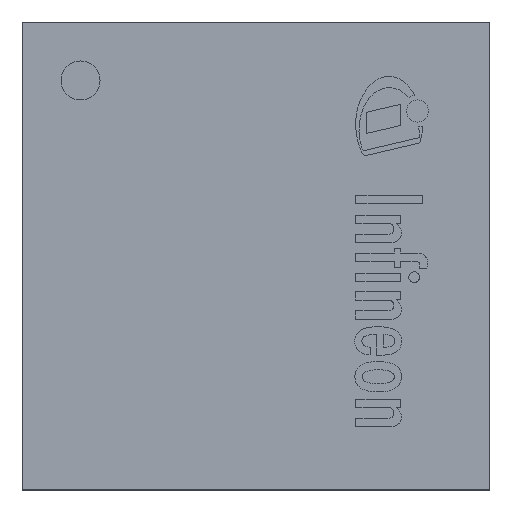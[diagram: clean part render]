
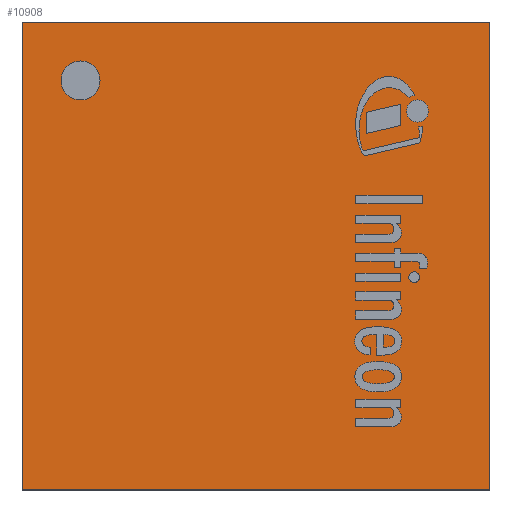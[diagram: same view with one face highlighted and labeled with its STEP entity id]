
A CAD part, top view. The second image highlights one B-rep face of the part: STEP entity #10908.
In plain terms, the highlighted planar face has unit normal (0, 0, 1).
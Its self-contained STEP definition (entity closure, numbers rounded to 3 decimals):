
#955=FACE_BOUND('',#2800,.T.);
#960=CIRCLE('',#11942,0.5);
#1980=FACE_OUTER_BOUND('',#2799,.T.);
#2799=EDGE_LOOP('',(#7463,#7464,#7465,#7466));
#2800=EDGE_LOOP('',(#7467));
#3623=LINE('',#18012,#4171);
#3624=LINE('',#18014,#4172);
#3625=LINE('',#18016,#4173);
#3626=LINE('',#18017,#4174);
#4171=VECTOR('',#13784,1.);
#4172=VECTOR('',#13785,1.);
#4173=VECTOR('',#13786,1.);
#4174=VECTOR('',#13787,1.);
#4719=VERTEX_POINT('',#18010);
#4720=VERTEX_POINT('',#18011);
#4721=VERTEX_POINT('',#18013);
#4722=VERTEX_POINT('',#18015);
#4723=VERTEX_POINT('',#18018);
#5895=EDGE_CURVE('',#4719,#4720,#3623,.T.);
#5896=EDGE_CURVE('',#4721,#4719,#3624,.T.);
#5897=EDGE_CURVE('',#4722,#4721,#3625,.T.);
#5898=EDGE_CURVE('',#4720,#4722,#3626,.T.);
#5899=EDGE_CURVE('',#4723,#4723,#960,.T.);
#7463=ORIENTED_EDGE('',*,*,#5895,.F.);
#7464=ORIENTED_EDGE('',*,*,#5896,.F.);
#7465=ORIENTED_EDGE('',*,*,#5897,.F.);
#7466=ORIENTED_EDGE('',*,*,#5898,.F.);
#7467=ORIENTED_EDGE('',*,*,#5899,.T.);
#10599=PLANE('',#11941);
#10908=ADVANCED_FACE('',(#1980,#955),#10599,.T.);
#11941=AXIS2_PLACEMENT_3D('',#18009,#13782,#13783);
#11942=AXIS2_PLACEMENT_3D('',#18019,#13788,#13789);
#13782=DIRECTION('center_axis',(0.,0.,1.));
#13783=DIRECTION('ref_axis',(0.,-1.,0.));
#13784=DIRECTION('',(0.,1.,0.));
#13785=DIRECTION('',(-1.,0.,0.));
#13786=DIRECTION('',(0.,-1.,0.));
#13787=DIRECTION('',(1.,0.,0.));
#13788=DIRECTION('center_axis',(0.,0.,-1.));
#13789=DIRECTION('ref_axis',(0.,-1.,0.));
#18009=CARTESIAN_POINT('Origin',(0.,0.,
1.7));
#18010=CARTESIAN_POINT('',(-6.,-6.,1.7));
#18011=CARTESIAN_POINT('',(-6.,6.,1.7));
#18012=CARTESIAN_POINT('',(-6.,-6.,1.7));
#18013=CARTESIAN_POINT('',(6.,-6.,1.7));
#18014=CARTESIAN_POINT('',(6.,-6.,1.7));
#18015=CARTESIAN_POINT('',(6.,6.,1.7));
#18016=CARTESIAN_POINT('',(6.,6.,1.7));
#18017=CARTESIAN_POINT('',(-6.,6.,1.7));
#18018=CARTESIAN_POINT('',(-4.5,5.,1.7));
#18019=CARTESIAN_POINT('Origin',(-4.5,4.5,1.7));
